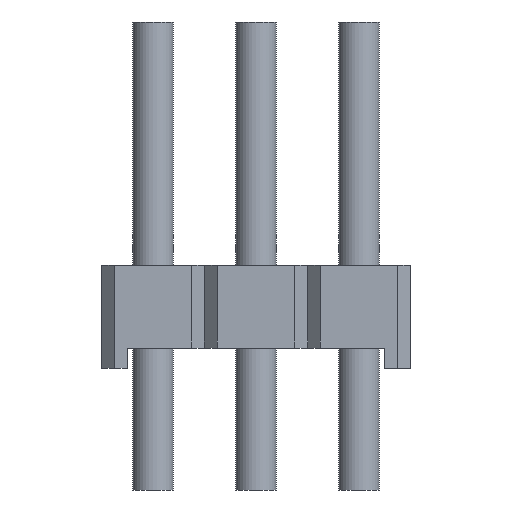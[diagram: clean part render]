
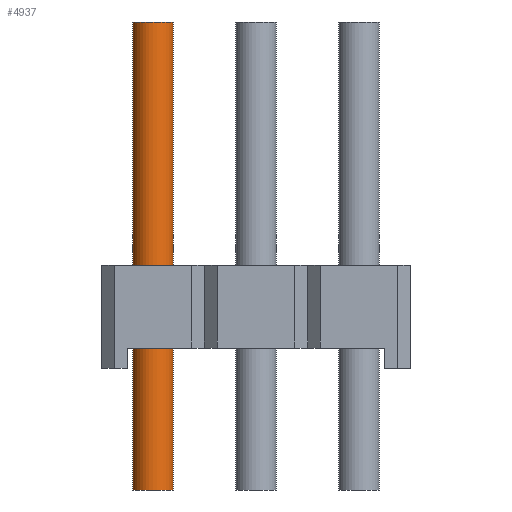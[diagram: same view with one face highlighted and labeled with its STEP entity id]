
A CAD part, left-side view. The second image highlights one B-rep face of the part: STEP entity #4937.
In plain terms, the highlighted cylindrical face has radius 0.5 mm (diameter 1 mm), a full revolution.
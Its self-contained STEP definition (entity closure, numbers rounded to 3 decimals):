
#107=CIRCLE('',#5238,0.5);
#108=CIRCLE('',#5239,0.5);
#288=CYLINDRICAL_SURFACE('',#5237,0.5);
#485=ORIENTED_EDGE('',*,*,#1903,.F.);
#486=ORIENTED_EDGE('',*,*,#1904,.T.);
#1903=EDGE_CURVE('',#2621,#2621,#107,.T.);
#1904=EDGE_CURVE('',#2622,#2622,#108,.T.);
#2621=VERTEX_POINT('',#7225);
#2622=VERTEX_POINT('',#7227);
#4193=EDGE_LOOP('',(#485));
#4194=EDGE_LOOP('',(#486));
#4485=FACE_BOUND('',#4193,.T.);
#4486=FACE_BOUND('',#4194,.T.);
#4937=ADVANCED_FACE('',(#4485,#4486),#288,.F.);
#5237=AXIS2_PLACEMENT_3D('',#7223,#5762,#5763);
#5238=AXIS2_PLACEMENT_3D('',#7224,#5764,#5765);
#5239=AXIS2_PLACEMENT_3D('',#7226,#5766,#5767);
#5762=DIRECTION('',(0.,0.,1.));
#5763=DIRECTION('',(1.,0.,0.));
#5764=DIRECTION('',(0.,0.,-1.));
#5765=DIRECTION('',(1.,0.,0.));
#5766=DIRECTION('',(0.,0.,-1.));
#5767=DIRECTION('',(1.,0.,0.));
#7223=CARTESIAN_POINT('',(0.,0.,0.));
#7224=CARTESIAN_POINT('',(0.,0.,11.54));
#7225=CARTESIAN_POINT('',(0.5,0.,11.54));
#7226=CARTESIAN_POINT('',(0.,0.,0.));
#7227=CARTESIAN_POINT('',(0.5,0.,0.));
